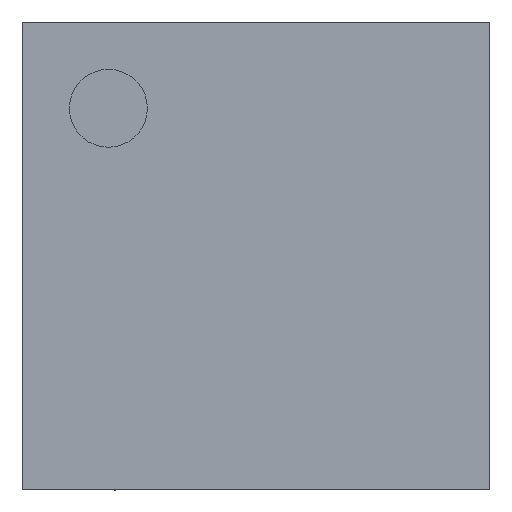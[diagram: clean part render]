
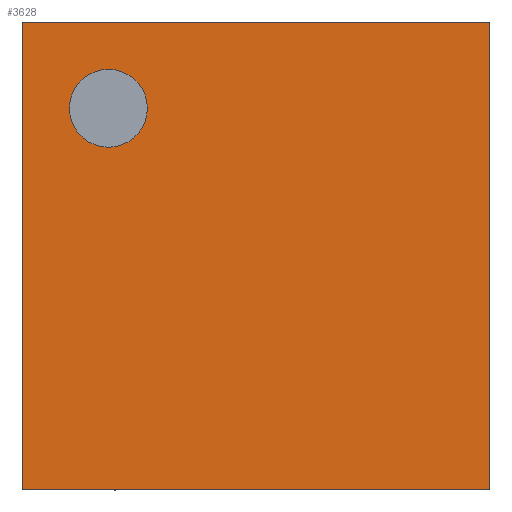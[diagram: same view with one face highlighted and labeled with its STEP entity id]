
A CAD part, top view. The second image highlights one B-rep face of the part: STEP entity #3628.
In plain terms, the highlighted planar face has unit normal (0, 0, 1).
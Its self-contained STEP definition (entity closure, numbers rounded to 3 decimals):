
#175 = AXIS2_PLACEMENT_3D ( 'NONE', #3815, #2535, #4452 ) ;
#550 = DIRECTION ( 'NONE',  ( 0., 1., 0. ) ) ;
#822 = CARTESIAN_POINT ( 'NONE',  ( 1.5, -1.5, 0.9 ) ) ;
#1229 = DIRECTION ( 'NONE',  ( 1., 0., 0. ) ) ;
#1355 = VERTEX_POINT ( 'NONE', #5093 ) ;
#1380 = EDGE_CURVE ( 'NONE', #3295, #1780, #7142, .T. ) ;
#1685 = ORIENTED_EDGE ( 'NONE', *, *, #1380, .F. ) ;
#1780 = VERTEX_POINT ( 'NONE', #4656 ) ;
#1994 = VECTOR ( 'NONE', #3405, 1000. ) ;
#2104 = CARTESIAN_POINT ( 'NONE',  ( 1.5, 1.5, 0.9 ) ) ;
#2109 = VERTEX_POINT ( 'NONE', #822 ) ;
#2213 = CARTESIAN_POINT ( 'NONE',  ( -1.197, 0.947, 0.9 ) ) ;
#2215 = ORIENTED_EDGE ( 'NONE', *, *, #3832, .T. ) ;
#2382 = CIRCLE ( 'NONE', #6900, 0.25 ) ;
#2519 = CARTESIAN_POINT ( 'NONE',  ( -1.5, 1.5, 0.9 ) ) ;
#2535 = DIRECTION ( 'NONE',  ( 0., 0., -1. ) ) ;
#2562 = CARTESIAN_POINT ( 'NONE',  ( 1.5, -1.5, 0.9 ) ) ;
#2643 = EDGE_CURVE ( 'NONE', #1780, #3295, #2382, .T. ) ;
#2731 = ORIENTED_EDGE ( 'NONE', *, *, #3049, .T. ) ;
#3049 = EDGE_CURVE ( 'NONE', #3719, #1355, #5834, .T. ) ;
#3111 = ORIENTED_EDGE ( 'NONE', *, *, #2643, .F. ) ;
#3262 = CARTESIAN_POINT ( 'NONE',  ( -0.947, 0.947, 0.9 ) ) ;
#3295 = VERTEX_POINT ( 'NONE', #2213 ) ;
#3405 = DIRECTION ( 'NONE',  ( -1., 0., 0. ) ) ;
#3628 = ADVANCED_FACE ( 'NONE', ( #5046, #5088 ), #3890, .F. ) ;
#3719 = VERTEX_POINT ( 'NONE', #2104 ) ;
#3815 = CARTESIAN_POINT ( 'NONE',  ( 0., 0., 0.9 ) ) ;
#3832 = EDGE_CURVE ( 'NONE', #2109, #3719, #7343, .T. ) ;
#3887 = EDGE_CURVE ( 'NONE', #4296, #2109, #8044, .T. ) ;
#3890 = PLANE ( 'NONE',  #175 ) ;
#3894 = DIRECTION ( 'NONE',  ( 0., 0., 1. ) ) ;
#4092 = VECTOR ( 'NONE', #1229, 1000. ) ;
#4244 = LINE ( 'NONE', #2519, #6060 ) ;
#4272 = DIRECTION ( 'NONE',  ( 0., 0., 1. ) ) ;
#4296 = VERTEX_POINT ( 'NONE', #6050 ) ;
#4452 = DIRECTION ( 'NONE',  ( -1., 0., 0. ) ) ;
#4656 = CARTESIAN_POINT ( 'NONE',  ( -0.697, 0.947, 0.9 ) ) ;
#5046 = FACE_BOUND ( 'NONE', #7217, .T. ) ;
#5088 = FACE_OUTER_BOUND ( 'NONE', #5374, .T. ) ;
#5093 = CARTESIAN_POINT ( 'NONE',  ( -1.5, 1.5, 0.9 ) ) ;
#5374 = EDGE_LOOP ( 'NONE', ( #5818, #7819, #2215, #2731 ) ) ;
#5718 = AXIS2_PLACEMENT_3D ( 'NONE', #7596, #3894, #7631 ) ;
#5818 = ORIENTED_EDGE ( 'NONE', *, *, #6612, .T. ) ;
#5834 = LINE ( 'NONE', #7660, #1994 ) ;
#6036 = CARTESIAN_POINT ( 'NONE',  ( 1.5, 1.5, 0.9 ) ) ;
#6050 = CARTESIAN_POINT ( 'NONE',  ( -1.5, -1.5, 0.9 ) ) ;
#6060 = VECTOR ( 'NONE', #6731, 1000. ) ;
#6612 = EDGE_CURVE ( 'NONE', #1355, #4296, #4244, .T. ) ;
#6731 = DIRECTION ( 'NONE',  ( 0., -1., 0. ) ) ;
#6757 = DIRECTION ( 'NONE',  ( 1., 0., 0. ) ) ;
#6900 = AXIS2_PLACEMENT_3D ( 'NONE', #3262, #4272, #6757 ) ;
#7142 = CIRCLE ( 'NONE', #5718, 0.25 ) ;
#7217 = EDGE_LOOP ( 'NONE', ( #3111, #1685 ) ) ;
#7343 = LINE ( 'NONE', #6036, #7477 ) ;
#7477 = VECTOR ( 'NONE', #550, 1000. ) ;
#7596 = CARTESIAN_POINT ( 'NONE',  ( -0.947, 0.947, 0.9 ) ) ;
#7631 = DIRECTION ( 'NONE',  ( 1., 0., 0. ) ) ;
#7660 = CARTESIAN_POINT ( 'NONE',  ( 1.5, 1.5, 0.9 ) ) ;
#7819 = ORIENTED_EDGE ( 'NONE', *, *, #3887, .T. ) ;
#8044 = LINE ( 'NONE', #2562, #4092 ) ;
